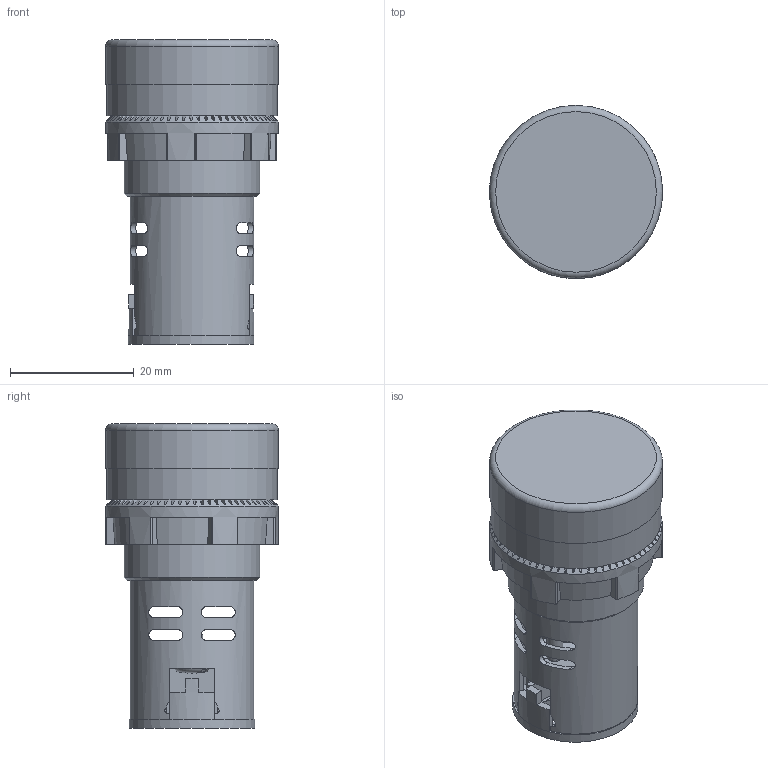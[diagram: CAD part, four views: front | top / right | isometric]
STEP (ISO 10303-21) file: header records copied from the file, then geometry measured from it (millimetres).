
FILE_DESCRIPTION(/* description */ (''),/* implementation_level */ '2;1');
FILE_NAME(/* name */ 'AB6M-M1P-G_PB2, PB3_214.stp',/* time_stamp */ '2022-07-25T17:50:03+09:00',/* author */ ('User'),/* organization */ (''),/* preprocessor_version */ 'ST-DEVELOPER v18.1',/* originating_system */ 'Autodesk Inventor 2022',/* authorisation */ '');
FILE_SCHEMA (('AUTOMOTIVE_DESIGN { 1 0 10303 214 3 1 1 }'));
Length unit declared in the file: millimetre
Products named in the file (1): AB6M-M1P-G_PB2, PB3
Bounding box: 28 x 28 x 49.2 mm (x, y, z)
Volume: 7763.3 mm3; surface area: 14924.9 mm2
Topology: 8 solids, 8 shells, 676 faces, 1906 edges, 1255 vertices
Faces by surface type: plane 551, cylinder 88, cone 19, bspline 12, torus 6
Full cylindrical faces by diameter (mm): 2.6 x3, 4.8 x2, 5.7 x2, 6 x2, 18.4 x1, 20 x1, 20.3 x1, 20.4 x1, 21.1 x1, 22 x2, 22.5 x1, 24.2 x1, 26 x2, 27.6 x1, 28 x2
Entity records: 24009 total; most frequent: CARTESIAN_POINT 5950, ORIENTED_EDGE 3812, DIRECTION 3639, EDGE_CURVE 1906, AXIS2_PLACEMENT_3D 1356, VERTEX_POINT 1255, LINE 927, VECTOR 927
